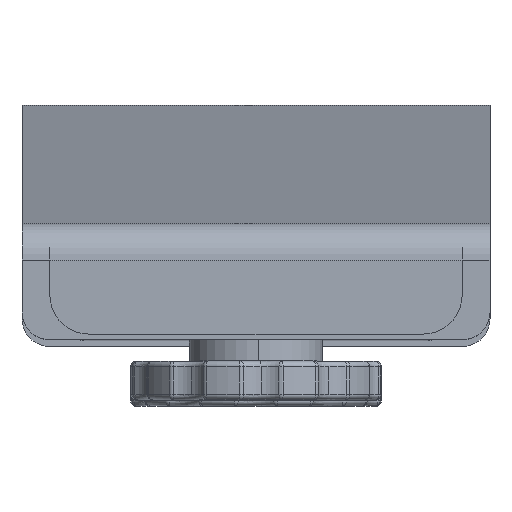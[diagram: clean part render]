
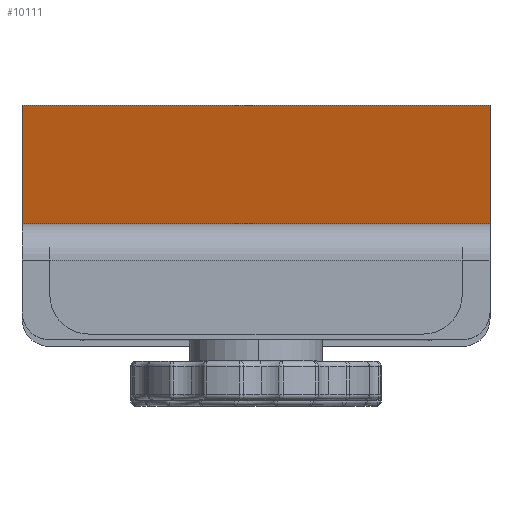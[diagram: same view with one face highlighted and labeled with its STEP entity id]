
A CAD part, top view. The second image highlights one B-rep face of the part: STEP entity #10111.
In plain terms, the highlighted planar face has unit normal (0, 0.997, 0.081).
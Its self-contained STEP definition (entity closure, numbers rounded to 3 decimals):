
#5 = PLANE ( 'NONE',  #9572 ) ;
#109 = VERTEX_POINT ( 'NONE', #5350 ) ;
#372 = DIRECTION ( 'NONE',  ( 0., -0.081, 0.997 ) ) ;
#806 = LINE ( 'NONE', #5279, #2729 ) ;
#826 = DIRECTION ( 'NONE',  ( 0., -0.997, -0.081 ) ) ;
#1304 = LINE ( 'NONE', #10090, #9730 ) ;
#1337 = CARTESIAN_POINT ( 'NONE',  ( -42., 41.479, 80.362 ) ) ;
#1602 = EDGE_CURVE ( 'NONE', #9928, #5718, #806, .T. ) ;
#2729 = VECTOR ( 'NONE', #372, 1000. ) ;
#3556 = ORIENTED_EDGE ( 'NONE', *, *, #1602, .T. ) ;
#3722 = ORIENTED_EDGE ( 'NONE', *, *, #5229, .T. ) ;
#4050 = CARTESIAN_POINT ( 'NONE',  ( 42., 41.492, 80.201 ) ) ;
#4407 = ORIENTED_EDGE ( 'NONE', *, *, #7158, .F. ) ;
#4993 = ORIENTED_EDGE ( 'NONE', *, *, #6461, .T. ) ;
#5210 = DIRECTION ( 'NONE',  ( 1., 0., 0. ) ) ;
#5229 = EDGE_CURVE ( 'NONE', #6624, #109, #6323, .T. ) ;
#5259 = FACE_OUTER_BOUND ( 'NONE', #7990, .T. ) ;
#5279 = CARTESIAN_POINT ( 'NONE',  ( -42., 19.47, 352.713 ) ) ;
#5350 = CARTESIAN_POINT ( 'NONE',  ( 42., 41.479, 80.362 ) ) ;
#5576 = VECTOR ( 'NONE', #10012, 1000. ) ;
#5718 = VERTEX_POINT ( 'NONE', #10188 ) ;
#5734 = CARTESIAN_POINT ( 'NONE',  ( 0., 47.931, 0.52 ) ) ;
#5821 = VECTOR ( 'NONE', #6511, 1000. ) ;
#6323 = LINE ( 'NONE', #4050, #5821 ) ;
#6461 = EDGE_CURVE ( 'NONE', #5718, #6624, #1304, .T. ) ;
#6511 = DIRECTION ( 'NONE',  ( 0., 0.081, -0.997 ) ) ;
#6546 = DIRECTION ( 'NONE',  ( 0., 0.081, -0.997 ) ) ;
#6624 = VERTEX_POINT ( 'NONE', #9478 ) ;
#7158 = EDGE_CURVE ( 'NONE', #9928, #109, #9917, .T. ) ;
#7990 = EDGE_LOOP ( 'NONE', ( #4993, #3722, #4407, #3556 ) ) ;
#8372 = CARTESIAN_POINT ( 'NONE',  ( 0., 41.479, 80.362 ) ) ;
#9478 = CARTESIAN_POINT ( 'NONE',  ( 42., 19.768, 349.035 ) ) ;
#9572 = AXIS2_PLACEMENT_3D ( 'NONE', #5734, #826, #6546 ) ;
#9730 = VECTOR ( 'NONE', #5210, 1000. ) ;
#9917 = LINE ( 'NONE', #8372, #5576 ) ;
#9928 = VERTEX_POINT ( 'NONE', #1337 ) ;
#10012 = DIRECTION ( 'NONE',  ( 1., 0., 0. ) ) ;
#10090 = CARTESIAN_POINT ( 'NONE',  ( -42., 19.768, 349.035 ) ) ;
#10111 = ADVANCED_FACE ( 'NONE', ( #5259 ), #5, .F. ) ;
#10188 = CARTESIAN_POINT ( 'NONE',  ( -42., 19.768, 349.035 ) ) ;
